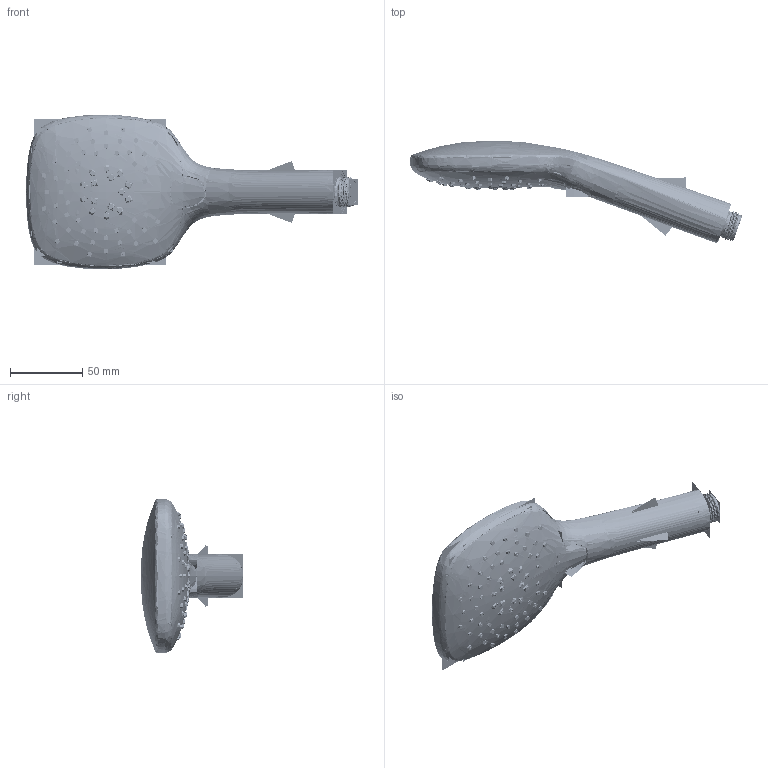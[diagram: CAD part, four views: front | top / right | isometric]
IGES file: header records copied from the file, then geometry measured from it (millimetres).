
Start section:  PTC IGES file: 9H08.igs
Global section: file name: 9H08.igs; native system: Creo Parametric by PTC Inc.; preprocessor: 2022162; author: 10114211; organization: Unknown; date: 20240914.104912; units: millimetre
Bounding box: 229.14 x 71.03 x 106.92 mm (x, y, z)
Surface area: 304169.7 mm2 (no closed solid volume)
Topology: 0 solids, 0 shells, 11156 faces, 159628 edges, 207983 vertices
Faces by surface type: bspline 6416, revolution 4442, extrusion 298
